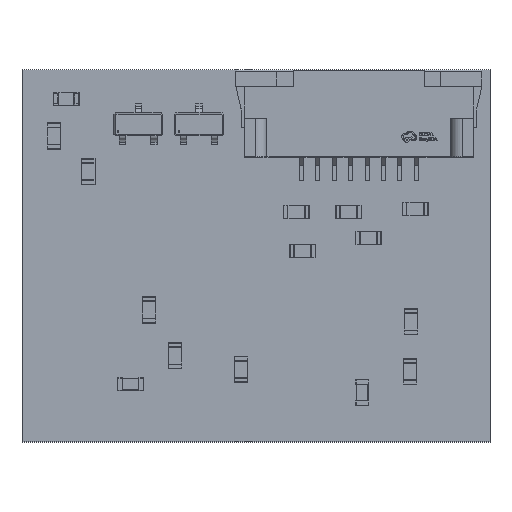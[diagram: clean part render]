
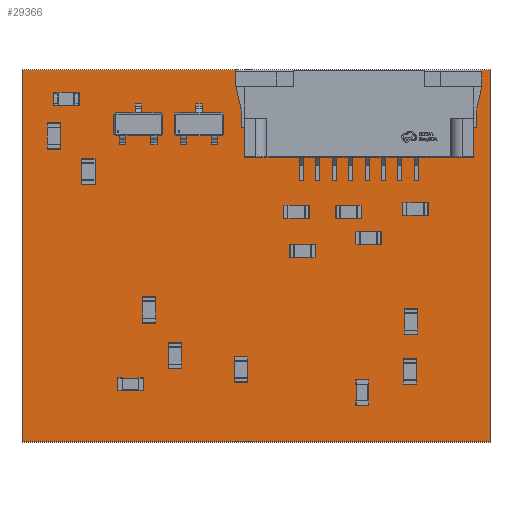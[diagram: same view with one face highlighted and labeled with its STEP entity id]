
A CAD part, top view. The second image highlights one B-rep face of the part: STEP entity #29366.
In plain terms, the highlighted planar face has unit normal (0, 0, 1).
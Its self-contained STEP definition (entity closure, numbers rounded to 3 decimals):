
#29237 = VERTEX_POINT('',#29238);
#29238 = CARTESIAN_POINT('',(165.388,-65.825,1.27));
#29244 = EDGE_CURVE('',#29237,#29245,#29247,.T.);
#29245 = VERTEX_POINT('',#29246);
#29246 = CARTESIAN_POINT('',(136.863,-65.825,1.27));
#29247 = LINE('',#29248,#29249);
#29248 = CARTESIAN_POINT('',(165.388,-65.825,1.27));
#29249 = VECTOR('',#29250,1.);
#29250 = DIRECTION('',(-1.,0.,0.));
#29275 = EDGE_CURVE('',#29245,#29276,#29278,.T.);
#29276 = VERTEX_POINT('',#29277);
#29277 = CARTESIAN_POINT('',(136.863,-43.15,1.27));
#29278 = LINE('',#29279,#29280);
#29279 = CARTESIAN_POINT('',(136.863,-65.825,1.27));
#29280 = VECTOR('',#29281,1.);
#29281 = DIRECTION('',(0.,1.,0.));
#29306 = EDGE_CURVE('',#29276,#29307,#29309,.T.);
#29307 = VERTEX_POINT('',#29308);
#29308 = CARTESIAN_POINT('',(165.388,-43.15,1.27));
#29309 = LINE('',#29310,#29311);
#29310 = CARTESIAN_POINT('',(136.863,-43.15,1.27));
#29311 = VECTOR('',#29312,1.);
#29312 = DIRECTION('',(1.,0.,0.));
#29337 = EDGE_CURVE('',#29307,#29237,#29338,.T.);
#29338 = LINE('',#29339,#29340);
#29339 = CARTESIAN_POINT('',(165.388,-43.15,1.27));
#29340 = VECTOR('',#29341,1.);
#29341 = DIRECTION('',(0.,-1.,0.));
#29366 = ADVANCED_FACE('',(#29367),#29373,.T.);
#29367 = FACE_BOUND('',#29368,.F.);
#29368 = EDGE_LOOP('',(#29369,#29370,#29371,#29372));
#29369 = ORIENTED_EDGE('',*,*,#29244,.T.);
#29370 = ORIENTED_EDGE('',*,*,#29275,.T.);
#29371 = ORIENTED_EDGE('',*,*,#29306,.T.);
#29372 = ORIENTED_EDGE('',*,*,#29337,.T.);
#29373 = PLANE('',#29374);
#29374 = AXIS2_PLACEMENT_3D('',#29375,#29376,#29377);
#29375 = CARTESIAN_POINT('',(0.,0.,1.27));
#29376 = DIRECTION('',(0.,0.,1.));
#29377 = DIRECTION('',(1.,0.,-0.));
